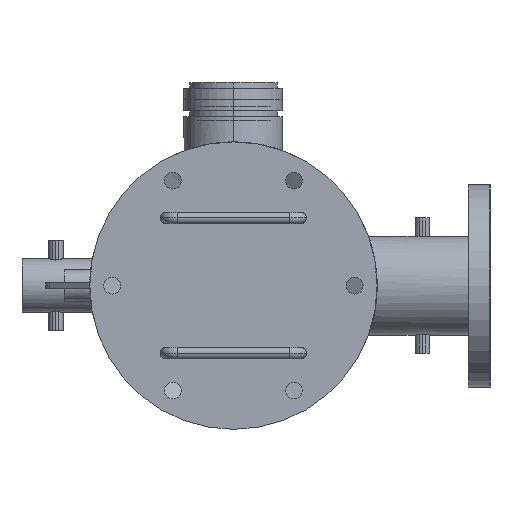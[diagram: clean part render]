
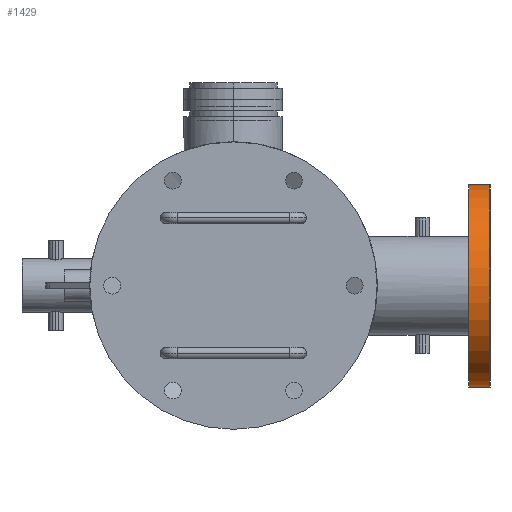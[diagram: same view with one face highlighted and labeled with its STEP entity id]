
A CAD part, left-side view. The second image highlights one B-rep face of the part: STEP entity #1429.
In plain terms, the highlighted cylindrical face has radius 114.3 mm (diameter 228.6 mm), a partial arc.
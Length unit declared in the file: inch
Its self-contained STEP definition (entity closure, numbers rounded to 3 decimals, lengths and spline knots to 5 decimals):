
#179 = VERTEX_POINT ( 'NONE', #10178 ) ;
#1429 = ADVANCED_FACE ( 'NONE', ( #1598 ), #3223, .T. ) ;
#1464 = AXIS2_PLACEMENT_3D ( 'NONE', #5935, #1793, #6025 ) ;
#1598 = FACE_OUTER_BOUND ( 'NONE', #4130, .T. ) ;
#1789 = CARTESIAN_POINT ( 'NONE',  ( 5.69, -11.38, -4.5 ) ) ;
#1793 = DIRECTION ( 'NONE',  ( 0., -1., 0. ) ) ;
#1854 = AXIS2_PLACEMENT_3D ( 'NONE', #2136, #6362, #2996 ) ;
#2136 = CARTESIAN_POINT ( 'NONE',  ( 5.69, -10.44, 0. ) ) ;
#2383 = EDGE_CURVE ( 'NONE', #5168, #5869, #6338, .T. ) ;
#2535 = EDGE_CURVE ( 'NONE', #8568, #179, #10696, .T. ) ;
#2612 = CARTESIAN_POINT ( 'NONE',  ( 5.69, -10.44, -4.5 ) ) ;
#2723 = CARTESIAN_POINT ( 'NONE',  ( 5.69, -10.44, 4.5 ) ) ;
#2803 = CARTESIAN_POINT ( 'NONE',  ( 5.69, -10.44, 4.5 ) ) ;
#2885 = CARTESIAN_POINT ( 'NONE',  ( 5.69, -10.44, 0. ) ) ;
#2996 = DIRECTION ( 'NONE',  ( 0., 0., -1. ) ) ;
#3223 = CYLINDRICAL_SURFACE ( 'NONE', #1854, 4.5 ) ;
#3464 = ORIENTED_EDGE ( 'NONE', *, *, #4407, .T. ) ;
#3729 = ORIENTED_EDGE ( 'NONE', *, *, #7512, .F. ) ;
#4130 = EDGE_LOOP ( 'NONE', ( #4948, #3464, #7356, #3729 ) ) ;
#4407 = EDGE_CURVE ( 'NONE', #8568, #5168, #9362, .T. ) ;
#4948 = ORIENTED_EDGE ( 'NONE', *, *, #2535, .F. ) ;
#5168 = VERTEX_POINT ( 'NONE', #6602 ) ;
#5869 = VERTEX_POINT ( 'NONE', #1789 ) ;
#5935 = CARTESIAN_POINT ( 'NONE',  ( 5.69, -11.38, 0. ) ) ;
#6025 = DIRECTION ( 'NONE',  ( 0., 0., -1. ) ) ;
#6338 = LINE ( 'NONE', #2612, #9616 ) ;
#6362 = DIRECTION ( 'NONE',  ( 0., -1., 0. ) ) ;
#6602 = CARTESIAN_POINT ( 'NONE',  ( 5.69, -10.44, -4.5 ) ) ;
#6857 = VECTOR ( 'NONE', #7132, 39.37008 ) ;
#7132 = DIRECTION ( 'NONE',  ( 0., -1., 0. ) ) ;
#7356 = ORIENTED_EDGE ( 'NONE', *, *, #2383, .T. ) ;
#7512 = EDGE_CURVE ( 'NONE', #179, #5869, #10986, .T. ) ;
#7938 = DIRECTION ( 'NONE',  ( 0., 0., -1. ) ) ;
#8568 = VERTEX_POINT ( 'NONE', #2723 ) ;
#8928 = DIRECTION ( 'NONE',  ( 0., -1., 0. ) ) ;
#9362 = CIRCLE ( 'NONE', #11062, 4.5 ) ;
#9616 = VECTOR ( 'NONE', #10389, 39.37008 ) ;
#10178 = CARTESIAN_POINT ( 'NONE',  ( 5.69, -11.38, 4.5 ) ) ;
#10389 = DIRECTION ( 'NONE',  ( 0., -1., 0. ) ) ;
#10696 = LINE ( 'NONE', #2803, #6857 ) ;
#10986 = CIRCLE ( 'NONE', #1464, 4.5 ) ;
#11062 = AXIS2_PLACEMENT_3D ( 'NONE', #2885, #8928, #7938 ) ;
